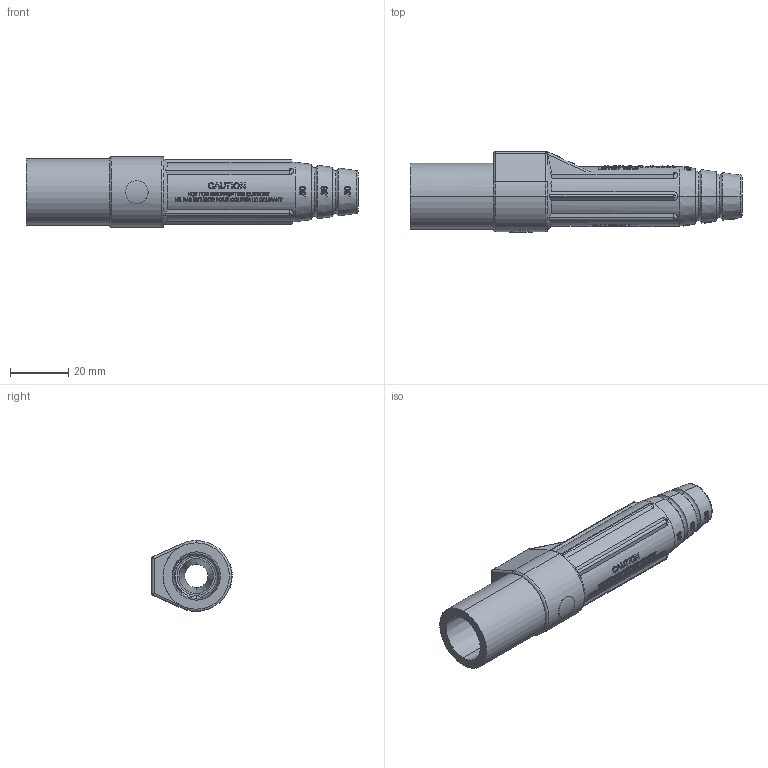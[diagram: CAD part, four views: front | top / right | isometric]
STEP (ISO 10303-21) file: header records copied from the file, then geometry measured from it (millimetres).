
FILE_DESCRIPTION (( 'STEP AP214' ), '1' );
FILE_NAME ('ORC3801-M01.STEP', '2023-10-02T15:11:48', ( '' ), ( '' ), 'SwSTEP 2.0', 'SolidWorks 2020', '' );
FILE_SCHEMA (( 'AUTOMOTIVE_DESIGN' ));
Length unit declared in the file: inch
Products named in the file (1): ORC3801-M01
Bounding box: 113.67 x 27.51 x 24.23 mm (x, y, z)
Surface area: 11018.3 mm2 (no closed solid volume)
Topology: 0 solids, 3 shells, 1886 faces, 5972 edges, 4008 vertices
Faces by surface type: bspline 792, plane 785, cylinder 242, cone 41, torus 16, sphere 10
Entity records: 152553 total; most frequent: CARTESIAN_POINT 83484, ORIENTED_EDGE 10519, DIRECTION 6078, EDGE_CURVE 5970, VERTEX_POINT 4008, B_SPLINE_CURVE_WITH_KNOTS 3036, EDGE_LOOP 2129, AXIS2_PLACEMENT_3D 2092
